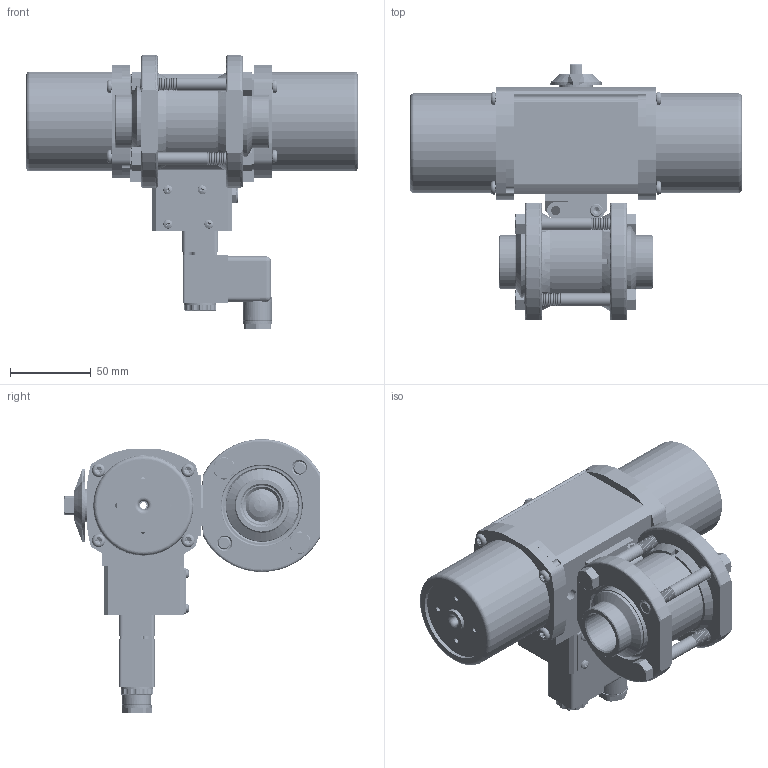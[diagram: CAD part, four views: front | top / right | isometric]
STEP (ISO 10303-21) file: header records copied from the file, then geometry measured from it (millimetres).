
FILE_DESCRIPTION (( 'STEP AP203' ), '1' );
FILE_NAME ('28XXTSWSA512SR3GPDS.step', '2018-06-12T19:24:00', ( '' ), ( '' ), 'SwSTEP 2.0', 'SolidWorks 2017', '' );
FILE_SCHEMA (( 'CONFIG_CONTROL_DESIGN' ));
Length unit declared in the file: inch
Products named in the file (1): 28XXTSWSA512SR3GPDS
Bounding box: 206.12 x 159.47 x 169.98 mm (x, y, z)
Volume: 744523.2 mm3; surface area: 313388.1 mm2
Topology: 65 solids, 65 shells, 5069 faces, 13258 edges, 8329 vertices
Faces by surface type: cylinder 2572, cone 1381, plane 760, torus 239, bspline 103, sphere 14
Entity records: 185684 total; most frequent: CARTESIAN_POINT 64812, ORIENTED_EDGE 26232, DIRECTION 25707, EDGE_CURVE 13116, AXIS2_PLACEMENT_3D 10443, VERTEX_POINT 8325, CIRCLE 5476, EDGE_LOOP 5461
